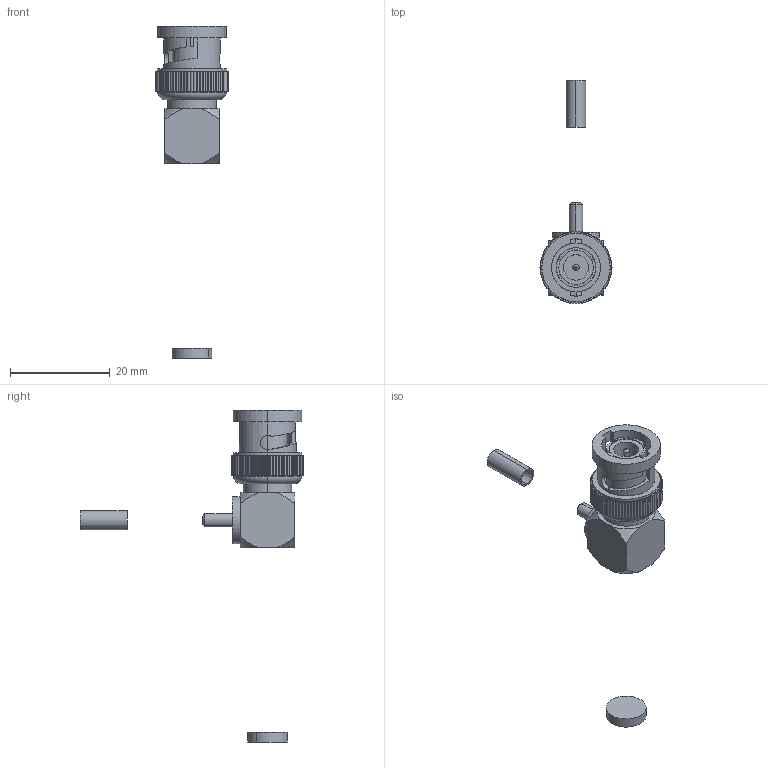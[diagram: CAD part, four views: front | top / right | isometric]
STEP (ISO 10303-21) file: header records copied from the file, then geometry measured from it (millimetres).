
FILE_DESCRIPTION (( 'STEP AP214' ), '1' );
FILE_NAME ('BAC546.STEP', '2009-03-12T20:39:58', ( ' ' ), ( ' ' ), 'SwSTEP 2.0', 'SolidWorks 2008', '' );
FILE_SCHEMA (( 'AUTOMOTIVE_DESIGN' ));
Length unit declared in the file: inch
Products named in the file (4): 1AB05-046_with flange; 1AB05-046-MA1; 1AB05-046-MA2; BAC546
Assembly tree (3 placements, depth 2):
  BAC546
    1AB05-046-MA1
    1AB05-046-MA2
    1AB05-046_with flange
Bounding box: 14.48 x 44.82 x 66.64 mm (x, y, z)
Volume: 3092.9 mm3; surface area: 2781.5 mm2
Topology: 3 solids, 3 shells, 369 faces, 1034 edges, 680 vertices
Faces by surface type: plane 199, cylinder 152, cone 12, bspline 4, torus 2
Entity records: 13197 total; most frequent: CARTESIAN_POINT 2555, ORIENTED_EDGE 2068, DIRECTION 2052, EDGE_CURVE 1034, AXIS2_PLACEMENT_3D 691, VERTEX_POINT 680, VECTOR 670, LINE 670
